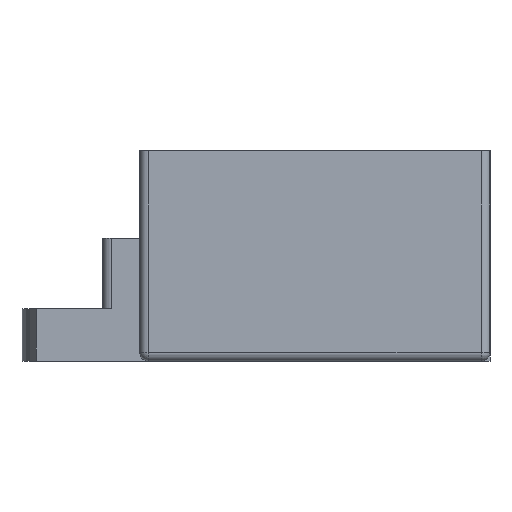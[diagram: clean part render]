
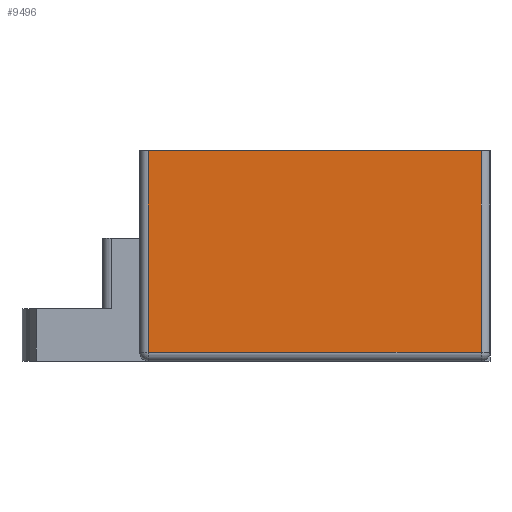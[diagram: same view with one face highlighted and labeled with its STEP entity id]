
A CAD part, left-side view. The second image highlights one B-rep face of the part: STEP entity #9496.
In plain terms, the highlighted planar face has unit normal (-1, 0, 0).
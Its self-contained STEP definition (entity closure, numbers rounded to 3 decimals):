
#863=PLANE('',#10193);
#1388=FACE_OUTER_BOUND('',#1974,.T.);
#1974=EDGE_LOOP('',(#8108,#8109,#8110,#8111));
#2582=LINE('',#31033,#3169);
#2583=LINE('',#31040,#3170);
#2586=LINE('',#31049,#3173);
#2587=LINE('',#31050,#3174);
#3169=VECTOR('',#12059,10.);
#3170=VECTOR('',#12068,10.);
#3173=VECTOR('',#12077,10.);
#3174=VECTOR('',#12078,10.);
#4209=VERTEX_POINT('',#31029);
#4210=VERTEX_POINT('',#31031);
#4212=VERTEX_POINT('',#31039);
#4215=VERTEX_POINT('',#31048);
#5599=EDGE_CURVE('',#4210,#4209,#2582,.T.);
#5602=EDGE_CURVE('',#4212,#4209,#2583,.T.);
#5607=EDGE_CURVE('',#4215,#4210,#2586,.T.);
#5608=EDGE_CURVE('',#4212,#4215,#2587,.T.);
#8108=ORIENTED_EDGE('',*,*,#5599,.F.);
#8109=ORIENTED_EDGE('',*,*,#5607,.F.);
#8110=ORIENTED_EDGE('',*,*,#5608,.F.);
#8111=ORIENTED_EDGE('',*,*,#5602,.T.);
#9496=ADVANCED_FACE('',(#1388),#863,.T.);
#10193=AXIS2_PLACEMENT_3D('',#31047,#12075,#12076);
#12059=DIRECTION('',(0.,0.,1.));
#12068=DIRECTION('',(0.,1.,0.));
#12075=DIRECTION('center_axis',(-1.,0.,0.));
#12076=DIRECTION('ref_axis',(0.,1.,0.));
#12077=DIRECTION('',(0.,1.,0.));
#12078=DIRECTION('',(0.,0.,-1.));
#31029=CARTESIAN_POINT('',(-52.331,39.,24.));
#31031=CARTESIAN_POINT('',(-52.331,39.,1.));
#31033=CARTESIAN_POINT('',(-52.331,39.,24.));
#31039=CARTESIAN_POINT('',(-52.331,1.,24.));
#31040=CARTESIAN_POINT('',(-52.331,0.,24.));
#31047=CARTESIAN_POINT('Origin',(-52.331,0.,24.));
#31048=CARTESIAN_POINT('',(-52.331,1.,1.));
#31049=CARTESIAN_POINT('',(-52.331,10.,1.));
#31050=CARTESIAN_POINT('',(-52.331,1.,24.));
